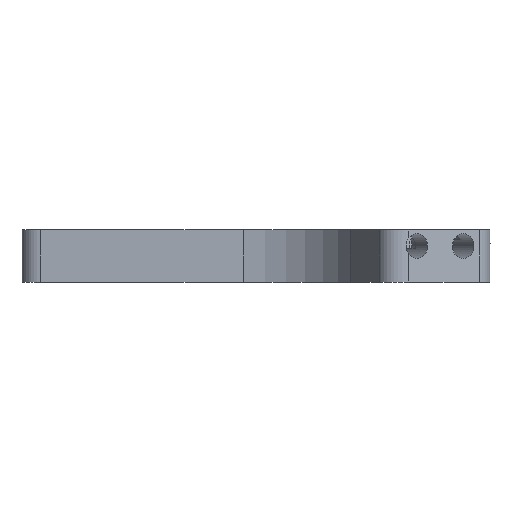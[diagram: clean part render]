
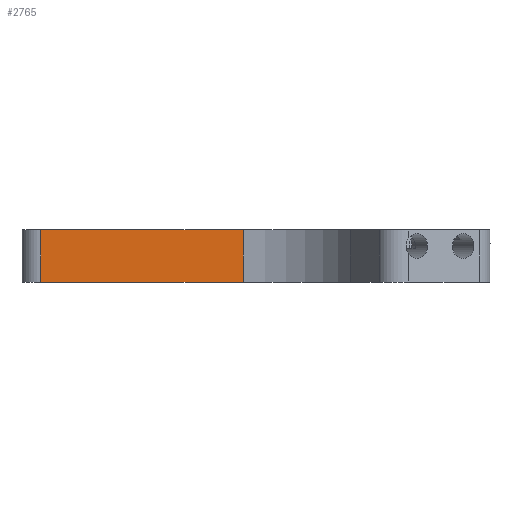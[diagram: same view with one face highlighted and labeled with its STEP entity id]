
A CAD part, left-side view. The second image highlights one B-rep face of the part: STEP entity #2765.
In plain terms, the highlighted planar face has unit normal (-1, 0, 0).
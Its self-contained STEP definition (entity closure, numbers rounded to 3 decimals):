
#184=PLANE('',#2938);
#264=FACE_OUTER_BOUND('',#420,.T.);
#420=EDGE_LOOP('',(#1898,#1899,#1900,#1901));
#621=LINE('',#3838,#862);
#622=LINE('',#3841,#863);
#623=LINE('',#3843,#864);
#624=LINE('',#3844,#865);
#862=VECTOR('',#3162,10.);
#863=VECTOR('',#3165,10.);
#864=VECTOR('',#3166,1000.);
#865=VECTOR('',#3167,10.);
#1199=VERTEX_POINT('',#3831);
#1202=VERTEX_POINT('',#3836);
#1203=VERTEX_POINT('',#3840);
#1204=VERTEX_POINT('',#3842);
#1480=EDGE_CURVE('',#1202,#1199,#621,.T.);
#1481=EDGE_CURVE('',#1203,#1202,#622,.T.);
#1482=EDGE_CURVE('',#1203,#1204,#623,.T.);
#1483=EDGE_CURVE('',#1204,#1199,#624,.T.);
#1898=ORIENTED_EDGE('',*,*,#1480,.F.);
#1899=ORIENTED_EDGE('',*,*,#1481,.F.);
#1900=ORIENTED_EDGE('',*,*,#1482,.T.);
#1901=ORIENTED_EDGE('',*,*,#1483,.T.);
#2765=ADVANCED_FACE('',(#264),#184,.T.);
#2938=AXIS2_PLACEMENT_3D('',#3839,#3163,#3164);
#3162=DIRECTION('',(0.,0.,1.));
#3163=DIRECTION('center_axis',(-1.,0.,0.));
#3164=DIRECTION('ref_axis',(0.,-1.,0.));
#3165=DIRECTION('',(0.,1.,0.));
#3166=DIRECTION('',(0.,0.,1.));
#3167=DIRECTION('',(0.,1.,0.));
#3831=CARTESIAN_POINT('',(-17.35,45.,2.6));
#3836=CARTESIAN_POINT('',(-17.35,45.,-5.8));
#3838=CARTESIAN_POINT('',(-17.35,45.,-5.8));
#3839=CARTESIAN_POINT('Origin',(-17.35,39.,-5.8));
#3840=CARTESIAN_POINT('',(-17.35,12.287,-5.8));
#3841=CARTESIAN_POINT('',(-17.35,39.,-5.8));
#3842=CARTESIAN_POINT('',(-17.35,12.287,2.6));
#3843=CARTESIAN_POINT('',(-17.35,12.287,2.6));
#3844=CARTESIAN_POINT('',(-17.35,39.,2.6));
